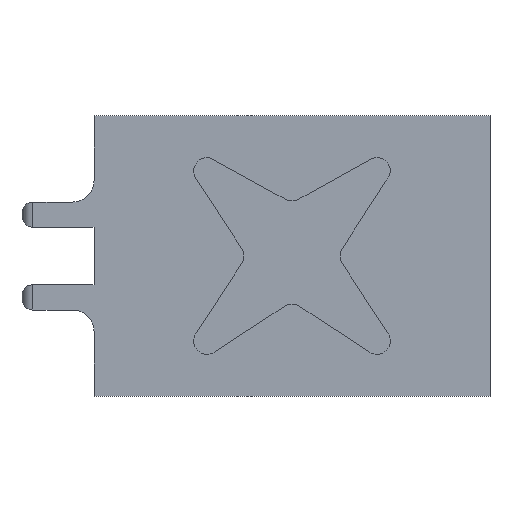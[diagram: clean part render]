
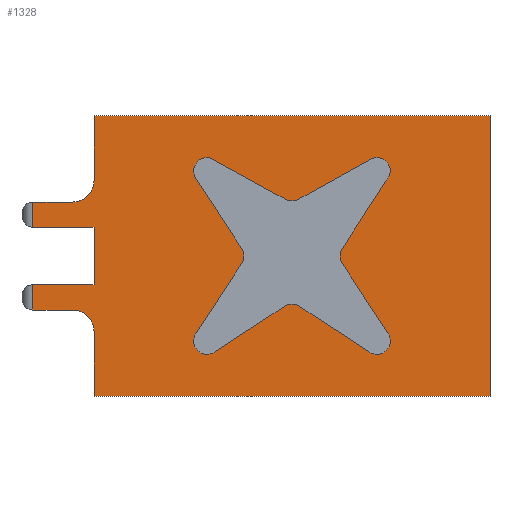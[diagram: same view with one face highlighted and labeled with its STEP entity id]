
A CAD part, left-side view. The second image highlights one B-rep face of the part: STEP entity #1328.
In plain terms, the highlighted planar face has unit normal (-1, 0, 0).
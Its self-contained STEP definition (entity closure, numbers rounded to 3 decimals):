
#27=FACE_BOUND('',#175,.T.);
#46=PLANE('',#1442);
#98=FACE_OUTER_BOUND('',#174,.T.);
#174=EDGE_LOOP('',(#1003,#1004,#1005,#1006,#1007,#1008,#1009,#1010,#1011,
#1012,#1013,#1014,#1015,#1016));
#175=EDGE_LOOP('',(#1017,#1018,#1019,#1020,#1021,#1022,#1023,#1024,#1025,
#1026,#1027,#1028,#1029,#1030,#1031,#1032));
#235=LINE('',#1938,#375);
#246=LINE('',#1974,#386);
#252=LINE('',#1993,#392);
#257=LINE('',#2008,#397);
#262=LINE('',#2023,#402);
#267=LINE('',#2038,#407);
#270=LINE('',#2050,#410);
#273=LINE('',#2056,#413);
#277=LINE('',#2067,#417);
#280=LINE('',#2076,#420);
#284=LINE('',#2086,#424);
#285=LINE('',#2093,#425);
#286=LINE('',#2095,#426);
#287=LINE('',#2097,#427);
#288=LINE('',#2099,#428);
#289=LINE('',#2100,#429);
#290=LINE('',#2102,#430);
#291=LINE('',#2104,#431);
#292=LINE('',#2106,#432);
#293=LINE('',#2107,#433);
#375=VECTOR('',#1535,10.);
#386=VECTOR('',#1566,10.);
#392=VECTOR('',#1584,10.);
#397=VECTOR('',#1597,10.);
#402=VECTOR('',#1610,10.);
#407=VECTOR('',#1623,10.);
#410=VECTOR('',#1634,10.);
#413=VECTOR('',#1639,10.);
#417=VECTOR('',#1651,10.);
#420=VECTOR('',#1662,10.);
#424=VECTOR('',#1674,10.);
#425=VECTOR('',#1685,10.);
#426=VECTOR('',#1686,10.);
#427=VECTOR('',#1687,10.);
#428=VECTOR('',#1688,10.);
#429=VECTOR('',#1689,10.);
#430=VECTOR('',#1690,10.);
#431=VECTOR('',#1691,10.);
#432=VECTOR('',#1692,10.);
#433=VECTOR('',#1693,10.);
#508=CIRCLE('',#1391,3.);
#518=CIRCLE('',#1407,3.);
#519=CIRCLE('',#1410,2.);
#521=CIRCLE('',#1414,2.);
#523=CIRCLE('',#1418,2.);
#525=CIRCLE('',#1422,2.);
#527=CIRCLE('',#1427,1.85);
#529=CIRCLE('',#1431,1.85);
#531=CIRCLE('',#1435,1.85);
#533=CIRCLE('',#1439,1.85);
#557=VERTEX_POINT('',#1920);
#558=VERTEX_POINT('',#1922);
#564=VERTEX_POINT('',#1936);
#578=VERTEX_POINT('',#1971);
#579=VERTEX_POINT('',#1973);
#584=VERTEX_POINT('',#1985);
#586=VERTEX_POINT('',#1991);
#587=VERTEX_POINT('',#1995);
#588=VERTEX_POINT('',#1996);
#592=VERTEX_POINT('',#2006);
#593=VERTEX_POINT('',#2010);
#594=VERTEX_POINT('',#2011);
#598=VERTEX_POINT('',#2021);
#599=VERTEX_POINT('',#2025);
#600=VERTEX_POINT('',#2026);
#604=VERTEX_POINT('',#2036);
#605=VERTEX_POINT('',#2040);
#606=VERTEX_POINT('',#2041);
#609=VERTEX_POINT('',#2049);
#611=VERTEX_POINT('',#2055);
#613=VERTEX_POINT('',#2061);
#615=VERTEX_POINT('',#2070);
#618=VERTEX_POINT('',#2084);
#619=VERTEX_POINT('',#2092);
#620=VERTEX_POINT('',#2094);
#621=VERTEX_POINT('',#2096);
#622=VERTEX_POINT('',#2098);
#623=VERTEX_POINT('',#2101);
#624=VERTEX_POINT('',#2103);
#625=VERTEX_POINT('',#2105);
#685=EDGE_CURVE('',#557,#558,#508,.T.);
#693=EDGE_CURVE('',#557,#564,#235,.T.);
#710=EDGE_CURVE('',#578,#579,#246,.T.);
#717=EDGE_CURVE('',#584,#578,#518,.T.);
#720=EDGE_CURVE('',#586,#584,#252,.T.);
#721=EDGE_CURVE('',#587,#588,#519,.T.);
#727=EDGE_CURVE('',#592,#587,#257,.T.);
#728=EDGE_CURVE('',#593,#594,#521,.T.);
#734=EDGE_CURVE('',#598,#593,#262,.T.);
#735=EDGE_CURVE('',#599,#600,#523,.T.);
#741=EDGE_CURVE('',#604,#599,#267,.T.);
#742=EDGE_CURVE('',#605,#606,#525,.T.);
#746=EDGE_CURVE('',#606,#609,#270,.T.);
#749=EDGE_CURVE('',#588,#611,#273,.T.);
#752=EDGE_CURVE('',#613,#592,#527,.T.);
#755=EDGE_CURVE('',#594,#613,#277,.T.);
#757=EDGE_CURVE('',#615,#598,#529,.T.);
#760=EDGE_CURVE('',#600,#615,#280,.T.);
#762=EDGE_CURVE('',#609,#604,#531,.T.);
#766=EDGE_CURVE('',#618,#605,#284,.T.);
#767=EDGE_CURVE('',#611,#618,#533,.T.);
#769=EDGE_CURVE('',#579,#619,#285,.T.);
#770=EDGE_CURVE('',#620,#586,#286,.T.);
#771=EDGE_CURVE('',#620,#621,#287,.T.);
#772=EDGE_CURVE('',#622,#621,#288,.T.);
#773=EDGE_CURVE('',#558,#622,#289,.T.);
#774=EDGE_CURVE('',#623,#564,#290,.T.);
#775=EDGE_CURVE('',#624,#623,#291,.T.);
#776=EDGE_CURVE('',#625,#624,#292,.T.);
#777=EDGE_CURVE('',#625,#619,#293,.T.);
#1003=ORIENTED_EDGE('',*,*,#769,.F.);
#1004=ORIENTED_EDGE('',*,*,#710,.F.);
#1005=ORIENTED_EDGE('',*,*,#717,.F.);
#1006=ORIENTED_EDGE('',*,*,#720,.F.);
#1007=ORIENTED_EDGE('',*,*,#770,.F.);
#1008=ORIENTED_EDGE('',*,*,#771,.T.);
#1009=ORIENTED_EDGE('',*,*,#772,.F.);
#1010=ORIENTED_EDGE('',*,*,#773,.F.);
#1011=ORIENTED_EDGE('',*,*,#685,.F.);
#1012=ORIENTED_EDGE('',*,*,#693,.T.);
#1013=ORIENTED_EDGE('',*,*,#774,.F.);
#1014=ORIENTED_EDGE('',*,*,#775,.F.);
#1015=ORIENTED_EDGE('',*,*,#776,.F.);
#1016=ORIENTED_EDGE('',*,*,#777,.T.);
#1017=ORIENTED_EDGE('',*,*,#767,.F.);
#1018=ORIENTED_EDGE('',*,*,#749,.F.);
#1019=ORIENTED_EDGE('',*,*,#721,.F.);
#1020=ORIENTED_EDGE('',*,*,#727,.F.);
#1021=ORIENTED_EDGE('',*,*,#752,.F.);
#1022=ORIENTED_EDGE('',*,*,#755,.F.);
#1023=ORIENTED_EDGE('',*,*,#728,.F.);
#1024=ORIENTED_EDGE('',*,*,#734,.F.);
#1025=ORIENTED_EDGE('',*,*,#757,.F.);
#1026=ORIENTED_EDGE('',*,*,#760,.F.);
#1027=ORIENTED_EDGE('',*,*,#735,.F.);
#1028=ORIENTED_EDGE('',*,*,#741,.F.);
#1029=ORIENTED_EDGE('',*,*,#762,.F.);
#1030=ORIENTED_EDGE('',*,*,#746,.F.);
#1031=ORIENTED_EDGE('',*,*,#742,.F.);
#1032=ORIENTED_EDGE('',*,*,#766,.F.);
#1328=ADVANCED_FACE('',(#98,#27),#46,.T.);
#1391=AXIS2_PLACEMENT_3D('',#1923,#1524,#1525);
#1407=AXIS2_PLACEMENT_3D('',#1987,#1578,#1579);
#1410=AXIS2_PLACEMENT_3D('',#1997,#1587,#1588);
#1414=AXIS2_PLACEMENT_3D('',#2012,#1600,#1601);
#1418=AXIS2_PLACEMENT_3D('',#2027,#1613,#1614);
#1422=AXIS2_PLACEMENT_3D('',#2042,#1626,#1627);
#1427=AXIS2_PLACEMENT_3D('',#2062,#1644,#1645);
#1431=AXIS2_PLACEMENT_3D('',#2071,#1655,#1656);
#1435=AXIS2_PLACEMENT_3D('',#2079,#1666,#1667);
#1439=AXIS2_PLACEMENT_3D('',#2088,#1677,#1678);
#1442=AXIS2_PLACEMENT_3D('',#2091,#1683,#1684);
#1524=DIRECTION('center_axis',(-1.,0.,0.));
#1525=DIRECTION('ref_axis',(0.,-0.707,-0.707));
#1535=DIRECTION('',(0.,1.,0.));
#1566=DIRECTION('',(0.,1.,0.));
#1578=DIRECTION('center_axis',(-1.,0.,0.));
#1579=DIRECTION('ref_axis',(0.,-0.707,0.707));
#1584=DIRECTION('',(0.,0.,1.));
#1587=DIRECTION('center_axis',(1.,0.,0.));
#1588=DIRECTION('ref_axis',(0.,0.,1.));
#1597=DIRECTION('',(0.,-0.837,0.547));
#1600=DIRECTION('center_axis',(1.,0.,0.));
#1601=DIRECTION('ref_axis',(0.,-1.,0.));
#1610=DIRECTION('',(0.,-0.547,-0.837));
#1613=DIRECTION('center_axis',(1.,0.,0.));
#1614=DIRECTION('ref_axis',(0.,-0.002,-1.));
#1623=DIRECTION('',(0.,0.874,-0.485));
#1626=DIRECTION('center_axis',(1.,0.,0.));
#1627=DIRECTION('ref_axis',(0.,1.,-0.002));
#1634=DIRECTION('',(0.,-0.544,0.839));
#1639=DIRECTION('',(0.,-0.837,-0.547));
#1644=DIRECTION('center_axis',(-1.,0.,0.));
#1645=DIRECTION('ref_axis',(0.,-0.547,-0.837));
#1651=DIRECTION('',(0.,0.547,-0.837));
#1655=DIRECTION('center_axis',(-1.,0.,0.));
#1656=DIRECTION('ref_axis',(0.,0.837,-0.547));
#1662=DIRECTION('',(0.,0.876,0.482));
#1666=DIRECTION('center_axis',(-1.,0.,0.));
#1667=DIRECTION('ref_axis',(0.,0.485,0.874));
#1674=DIRECTION('',(0.,0.547,0.837));
#1677=DIRECTION('center_axis',(-1.,0.,0.));
#1678=DIRECTION('ref_axis',(0.,-0.837,0.547));
#1683=DIRECTION('center_axis',(-1.,0.,0.));
#1684=DIRECTION('ref_axis',(0.,-1.,0.));
#1685=DIRECTION('',(0.,0.,1.));
#1686=DIRECTION('',(0.,1.,0.));
#1687=DIRECTION('',(0.,0.,1.));
#1688=DIRECTION('',(0.,-1.,0.));
#1689=DIRECTION('',(0.,0.,1.));
#1690=DIRECTION('',(0.,0.,1.));
#1691=DIRECTION('',(0.,1.,0.));
#1692=DIRECTION('',(0.,0.,1.));
#1693=DIRECTION('',(0.,1.,0.));
#1920=CARTESIAN_POINT('',(-15.1,30.5,7.5));
#1922=CARTESIAN_POINT('',(-15.1,27.5,10.5));
#1923=CARTESIAN_POINT('Origin',(-15.1,30.5,10.5));
#1936=CARTESIAN_POINT('',(-15.1,36.,7.5));
#1938=CARTESIAN_POINT('',(-15.1,27.5,7.5));
#1971=CARTESIAN_POINT('',(-15.1,30.5,-7.5));
#1973=CARTESIAN_POINT('',(-15.1,36.,-7.5));
#1974=CARTESIAN_POINT('',(-15.1,27.5,-7.5));
#1985=CARTESIAN_POINT('',(-15.1,27.5,-10.5));
#1987=CARTESIAN_POINT('Origin',(-15.1,30.5,-10.5));
#1991=CARTESIAN_POINT('',(-15.1,27.5,-19.5));
#1993=CARTESIAN_POINT('',(-15.1,27.5,-19.5));
#1995=CARTESIAN_POINT('',(-15.1,1.094,-7.015));
#1996=CARTESIAN_POINT('',(-15.1,-1.094,-7.015));
#1997=CARTESIAN_POINT('Origin',(-15.1,0.,-8.689));
#2006=CARTESIAN_POINT('',(-15.1,10.796,-13.357));
#2008=CARTESIAN_POINT('',(-15.1,18.055,-18.102));
#2010=CARTESIAN_POINT('',(-15.1,7.015,1.094));
#2011=CARTESIAN_POINT('',(-15.1,7.015,-1.094));
#2012=CARTESIAN_POINT('Origin',(-15.1,8.689,0.));
#2021=CARTESIAN_POINT('',(-15.1,13.357,10.796));
#2023=CARTESIAN_POINT('',(-15.1,8.537,3.422));
#2025=CARTESIAN_POINT('',(-15.1,-0.966,7.908));
#2026=CARTESIAN_POINT('',(-15.1,0.968,7.905));
#2027=CARTESIAN_POINT('Origin',(-15.1,0.004,9.657));
#2036=CARTESIAN_POINT('',(-15.1,-10.911,13.426));
#2038=CARTESIAN_POINT('',(-15.1,10.758,1.403));
#2040=CARTESIAN_POINT('',(-15.1,-7.012,-1.09));
#2041=CARTESIAN_POINT('',(-15.1,-7.008,1.092));
#2042=CARTESIAN_POINT('Origin',(-15.1,-8.686,0.005));
#2049=CARTESIAN_POINT('',(-15.1,-13.087,10.471));
#2050=CARTESIAN_POINT('',(-15.1,3.149,-14.579));
#2055=CARTESIAN_POINT('',(-15.1,-10.796,-13.357));
#2056=CARTESIAN_POINT('',(-15.1,6.611,-1.979));
#2061=CARTESIAN_POINT('',(-15.1,13.357,-10.796));
#2062=CARTESIAN_POINT('Origin',(-15.1,11.809,-11.809));
#2067=CARTESIAN_POINT('',(-15.1,13.939,-11.686));
#2070=CARTESIAN_POINT('',(-15.1,11.302,13.588));
#2071=CARTESIAN_POINT('Origin',(-15.1,11.809,11.809));
#2076=CARTESIAN_POINT('',(-15.1,4.884,10.058));
#2079=CARTESIAN_POINT('Origin',(-15.1,-11.809,11.809));
#2084=CARTESIAN_POINT('',(-15.1,-13.357,-10.796));
#2086=CARTESIAN_POINT('',(-15.1,-9.235,-4.49));
#2088=CARTESIAN_POINT('Origin',(-15.1,-11.809,-11.809));
#2091=CARTESIAN_POINT('Origin',(-15.1,27.5,-19.5));
#2092=CARTESIAN_POINT('',(-15.1,36.,-4.));
#2093=CARTESIAN_POINT('',(-15.1,36.,-12.625));
#2094=CARTESIAN_POINT('',(-15.1,-27.5,-19.5));
#2095=CARTESIAN_POINT('',(-15.1,-27.5,-19.5));
#2096=CARTESIAN_POINT('',(-15.1,-27.5,19.5));
#2097=CARTESIAN_POINT('',(-15.1,-27.5,-19.5));
#2098=CARTESIAN_POINT('',(-15.1,27.5,19.5));
#2099=CARTESIAN_POINT('',(-15.1,-27.5,19.5));
#2100=CARTESIAN_POINT('',(-15.1,27.5,-19.5));
#2101=CARTESIAN_POINT('',(-15.1,36.,4.));
#2102=CARTESIAN_POINT('',(-15.1,36.,-6.875));
#2103=CARTESIAN_POINT('',(-15.1,27.5,4.));
#2104=CARTESIAN_POINT('',(-15.1,27.5,4.));
#2105=CARTESIAN_POINT('',(-15.1,27.5,-4.));
#2106=CARTESIAN_POINT('',(-15.1,27.5,-19.5));
#2107=CARTESIAN_POINT('',(-15.1,27.5,-4.));
